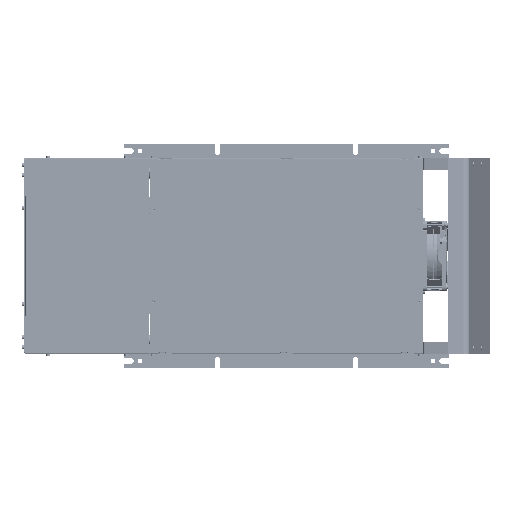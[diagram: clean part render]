
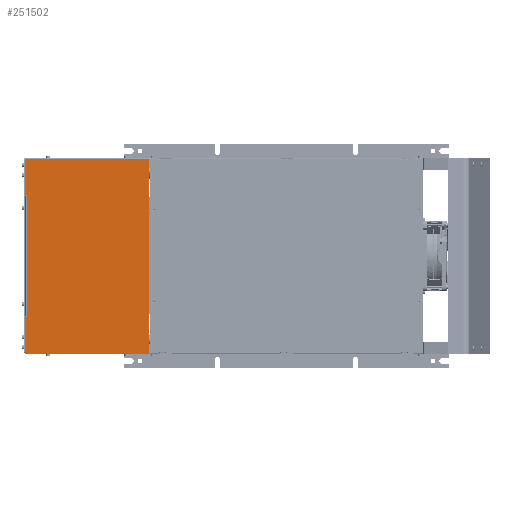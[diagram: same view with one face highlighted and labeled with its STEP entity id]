
A CAD part, top view. The second image highlights one B-rep face of the part: STEP entity #251502.
In plain terms, the highlighted planar face has unit normal (0, -0.001, 1).
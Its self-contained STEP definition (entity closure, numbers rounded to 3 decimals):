
#10392=PLANE('',#267776);
#19886=FACE_OUTER_BOUND('',#33295,.T.);
#33295=EDGE_LOOP('',(#187240,#187241,#187242,#187243,#187244,#187245,#187246,
#187247,#187248,#187249,#187250,#187251));
#53028=LINE('',#372133,#77565);
#53194=LINE('',#372485,#77731);
#53206=LINE('',#372519,#77743);
#53209=LINE('',#372525,#77746);
#53212=LINE('',#372530,#77749);
#53214=LINE('',#372534,#77751);
#53215=LINE('',#372536,#77752);
#53216=LINE('',#372538,#77753);
#53217=LINE('',#372540,#77754);
#53218=LINE('',#372542,#77755);
#53219=LINE('',#372544,#77756);
#53220=LINE('',#372545,#77757);
#77565=VECTOR('',#305692,10.);
#77731=VECTOR('',#306006,10.);
#77743=VECTOR('',#306044,10.);
#77746=VECTOR('',#306049,10.);
#77749=VECTOR('',#306054,10.);
#77751=VECTOR('',#306058,10.);
#77752=VECTOR('',#306059,10.);
#77753=VECTOR('',#306060,10.);
#77754=VECTOR('',#306061,10.);
#77755=VECTOR('',#306062,10.);
#77756=VECTOR('',#306063,10.);
#77757=VECTOR('',#306064,10.);
#108986=VERTEX_POINT('',#372130);
#108987=VERTEX_POINT('',#372132);
#109098=VERTEX_POINT('',#372482);
#109099=VERTEX_POINT('',#372484);
#109108=VERTEX_POINT('',#372518);
#109110=VERTEX_POINT('',#372524);
#109112=VERTEX_POINT('',#372533);
#109113=VERTEX_POINT('',#372535);
#109114=VERTEX_POINT('',#372537);
#109115=VERTEX_POINT('',#372539);
#109116=VERTEX_POINT('',#372541);
#109117=VERTEX_POINT('',#372543);
#137370=EDGE_CURVE('',#108986,#108987,#53028,.T.);
#137550=EDGE_CURVE('',#109099,#109098,#53194,.T.);
#137567=EDGE_CURVE('',#109108,#109099,#53206,.T.);
#137570=EDGE_CURVE('',#108986,#109110,#53209,.T.);
#137573=EDGE_CURVE('',#109110,#109108,#53212,.T.);
#137575=EDGE_CURVE('',#109098,#109112,#53214,.T.);
#137576=EDGE_CURVE('',#109112,#109113,#53215,.T.);
#137577=EDGE_CURVE('',#109113,#109114,#53216,.T.);
#137578=EDGE_CURVE('',#109115,#109114,#53217,.T.);
#137579=EDGE_CURVE('',#109115,#109116,#53218,.T.);
#137580=EDGE_CURVE('',#109117,#109116,#53219,.T.);
#137581=EDGE_CURVE('',#109117,#108987,#53220,.T.);
#187240=ORIENTED_EDGE('',*,*,#137570,.T.);
#187241=ORIENTED_EDGE('',*,*,#137573,.T.);
#187242=ORIENTED_EDGE('',*,*,#137567,.T.);
#187243=ORIENTED_EDGE('',*,*,#137550,.T.);
#187244=ORIENTED_EDGE('',*,*,#137575,.T.);
#187245=ORIENTED_EDGE('',*,*,#137576,.T.);
#187246=ORIENTED_EDGE('',*,*,#137577,.T.);
#187247=ORIENTED_EDGE('',*,*,#137578,.F.);
#187248=ORIENTED_EDGE('',*,*,#137579,.T.);
#187249=ORIENTED_EDGE('',*,*,#137580,.F.);
#187250=ORIENTED_EDGE('',*,*,#137581,.T.);
#187251=ORIENTED_EDGE('',*,*,#137370,.F.);
#251502=ADVANCED_FACE('',(#19886),#10392,.T.);
#267776=AXIS2_PLACEMENT_3D('',#372532,#306056,#306057);
#305692=DIRECTION('',(0.,1.,0.001));
#306006=DIRECTION('',(0.,-1.,-0.001));
#306044=DIRECTION('',(-1.,0.,0.));
#306049=DIRECTION('',(1.,0.,0.));
#306054=DIRECTION('',(0.,-1.,-0.001));
#306056=DIRECTION('center_axis',(0.,-0.001,
1.));
#306057=DIRECTION('ref_axis',(0.,-1.,-0.001));
#306058=DIRECTION('',(1.,0.,0.));
#306059=DIRECTION('',(0.,-1.,-0.001));
#306060=DIRECTION('',(-1.,0.,0.));
#306061=DIRECTION('',(0.,1.,0.001));
#306062=DIRECTION('',(1.,0.,0.));
#306063=DIRECTION('',(0.,-1.,-0.001));
#306064=DIRECTION('',(-1.,0.,0.));
#372130=CARTESIAN_POINT('',(-501.656,367.51,33.454));
#372132=CARTESIAN_POINT('',(-501.656,428.91,33.51));
#372133=CARTESIAN_POINT('',(-501.656,430.51,33.511));
#372482=CARTESIAN_POINT('',(-499.656,164.511,33.269));
#372484=CARTESIAN_POINT('',(-499.656,366.51,33.453));
#372485=CARTESIAN_POINT('',(-499.656,316.011,33.407));
#372518=CARTESIAN_POINT('',(-499.156,366.51,33.453));
#372519=CARTESIAN_POINT('',(-448.406,366.51,33.441));
#372524=CARTESIAN_POINT('',(-499.156,367.51,33.453));
#372525=CARTESIAN_POINT('',(-449.656,367.51,33.442));
#372530=CARTESIAN_POINT('',(-499.156,316.511,33.407));
#372532=CARTESIAN_POINT('Origin',(-397.656,265.511,33.338));
#372533=CARTESIAN_POINT('',(-499.156,164.511,33.269));
#372534=CARTESIAN_POINT('',(-449.656,164.511,33.258));
#372535=CARTESIAN_POINT('',(-499.156,163.511,33.268));
#372536=CARTESIAN_POINT('',(-499.156,215.011,33.315));
#372537=CARTESIAN_POINT('',(-501.656,163.511,33.268));
#372538=CARTESIAN_POINT('',(-448.406,163.511,33.257));
#372539=CARTESIAN_POINT('',(-501.656,102.111,33.212));
#372540=CARTESIAN_POINT('',(-501.656,430.51,33.511));
#372541=CARTESIAN_POINT('',(-293.656,102.111,33.166));
#372542=CARTESIAN_POINT('',(-449.656,102.111,33.201));
#372543=CARTESIAN_POINT('',(-293.656,428.91,33.464));
#372544=CARTESIAN_POINT('',(-293.656,100.511,33.165));
#372545=CARTESIAN_POINT('',(-345.656,428.91,33.475));
